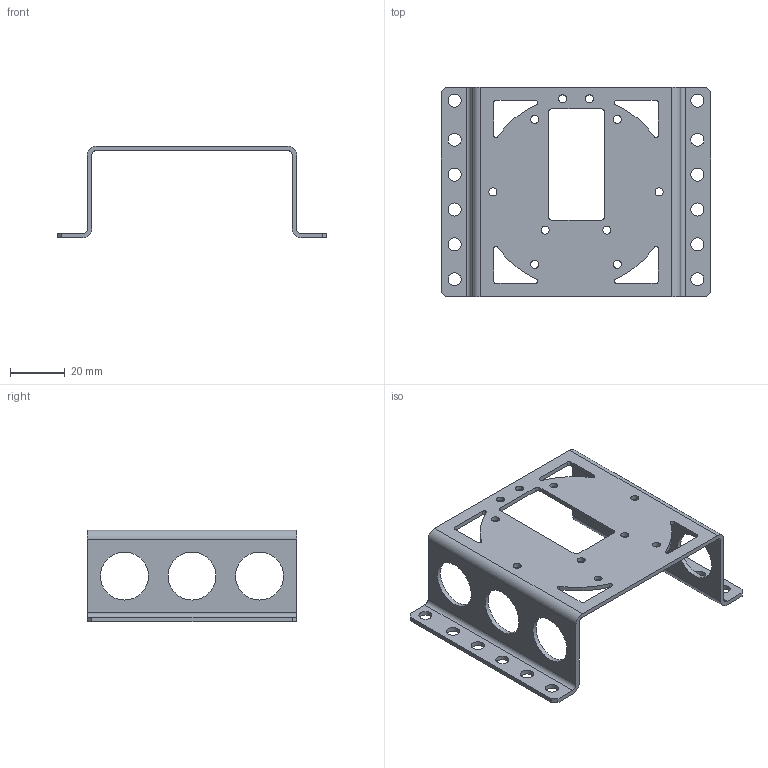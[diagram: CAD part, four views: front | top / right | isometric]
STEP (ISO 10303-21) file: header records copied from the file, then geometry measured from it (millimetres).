
FILE_DESCRIPTION(/* description */ ('Pan Tilt Base'),/* implementation_level */ '2;1');
FILE_NAME(/* name */ 'CS_CameraKit_MI-00015.ipt.step',/* time_stamp */ '2014-01-01T17:28:12-08:00',/* author */ ('Autodesk Inc.'),/* organization */ ('Autodesk Inc.'),/* preprocessor_version */ 'ST-DEVELOPER v15.2',/* originating_system */ 'Autodesk Inventor 2014',/* authorisation */ '');
FILE_SCHEMA (('AUTOMOTIVE_DESIGN { 1 0 10303 214 3 1 1 }'));
Length unit declared in the file: inch
Products named in the file (1): CS_CameraKit_MI-00015
Bounding box: 98.01 x 76.2 x 33.36 mm (x, y, z)
Volume: 14646.5 mm3; surface area: 20248.7 mm2
Topology: 1 solids, 1 shells, 86 faces, 252 edges, 168 vertices
Faces by surface type: cylinder 56, plane 30
Full cylindrical faces by diameter (mm): 2.946 x10, 4.775 x12, 17.475 x6
Entity records: 2923 total; most frequent: DIRECTION 510, CARTESIAN_POINT 479, ORIENTED_EDGE 448, EDGE_CURVE 224, AXIS2_PLACEMENT_3D 199, EDGE_LOOP 180, VERTEX_POINT 168, LINE 112
